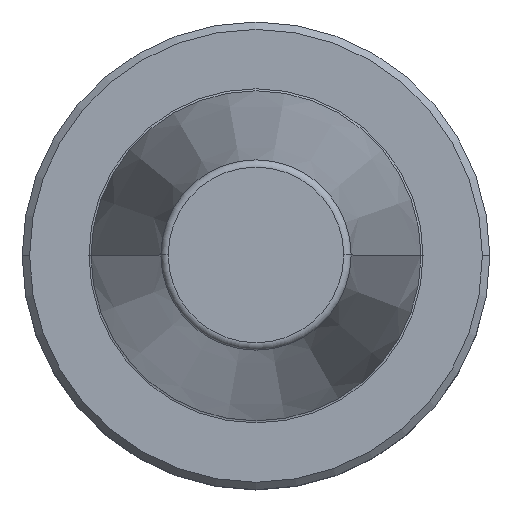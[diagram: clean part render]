
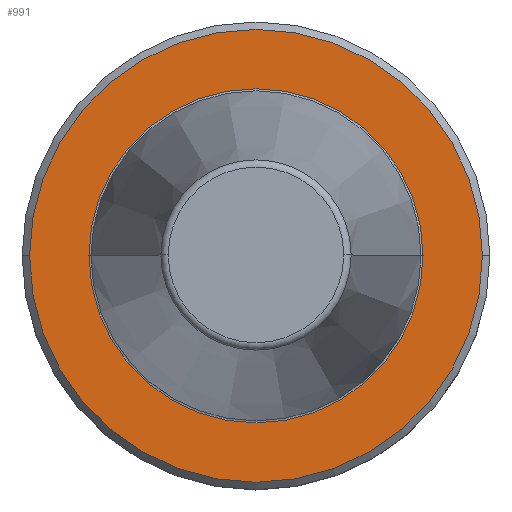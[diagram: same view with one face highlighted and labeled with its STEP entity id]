
A CAD part, top view. The second image highlights one B-rep face of the part: STEP entity #991.
In plain terms, the highlighted planar face has unit normal (0, 0, 1).
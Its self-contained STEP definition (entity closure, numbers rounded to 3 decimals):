
#32 = EDGE_CURVE ( 'NONE', #290, #827, #829, .T. ) ;
#51 = CARTESIAN_POINT ( 'NONE',  ( 0., 0., -2. ) ) ;
#52 = DIRECTION ( 'NONE',  ( 1., 0., 0. ) ) ;
#54 = CARTESIAN_POINT ( 'NONE',  ( 0., 0., -2. ) ) ;
#103 = ORIENTED_EDGE ( 'NONE', *, *, #959, .T. ) ;
#109 = PLANE ( 'NONE',  #836 ) ;
#112 = VERTEX_POINT ( 'NONE', #968 ) ;
#119 = EDGE_LOOP ( 'NONE', ( #152, #103 ) ) ;
#152 = ORIENTED_EDGE ( 'NONE', *, *, #857, .T. ) ;
#162 = CARTESIAN_POINT ( 'NONE',  ( -30.5, 0., -2. ) ) ;
#198 = ORIENTED_EDGE ( 'NONE', *, *, #946, .F. ) ;
#199 = CIRCLE ( 'NONE', #391, 30.5 ) ;
#258 = DIRECTION ( 'NONE',  ( 1., 0., 0. ) ) ;
#290 = VERTEX_POINT ( 'NONE', #438 ) ;
#291 = DIRECTION ( 'NONE',  ( 0., 0., 1. ) ) ;
#308 = CARTESIAN_POINT ( 'NONE',  ( 0., 0., -2. ) ) ;
#334 = CIRCLE ( 'NONE', #790, 30.5 ) ;
#343 = ORIENTED_EDGE ( 'NONE', *, *, #32, .F. ) ;
#347 = FACE_OUTER_BOUND ( 'NONE', #119, .T. ) ;
#382 = DIRECTION ( 'NONE',  ( 0., 0., 1. ) ) ;
#391 = AXIS2_PLACEMENT_3D ( 'NONE', #477, #726, #1003 ) ;
#398 = DIRECTION ( 'NONE',  ( -1., 0., 0. ) ) ;
#418 = VERTEX_POINT ( 'NONE', #162 ) ;
#438 = CARTESIAN_POINT ( 'NONE',  ( 22.5, 0., -2. ) ) ;
#477 = CARTESIAN_POINT ( 'NONE',  ( 0., 0., -2. ) ) ;
#526 = CARTESIAN_POINT ( 'NONE',  ( 0., 30.5, -2. ) ) ;
#554 = DIRECTION ( 'NONE',  ( 1., 0., 0. ) ) ;
#574 = CARTESIAN_POINT ( 'NONE',  ( -22.5, 0., -2. ) ) ;
#614 = CIRCLE ( 'NONE', #677, 22.5 ) ;
#677 = AXIS2_PLACEMENT_3D ( 'NONE', #54, #291, #554 ) ;
#726 = DIRECTION ( 'NONE',  ( 0., 0., 1. ) ) ;
#728 = AXIS2_PLACEMENT_3D ( 'NONE', #51, #382, #52 ) ;
#757 = FACE_BOUND ( 'NONE', #859, .T. ) ;
#790 = AXIS2_PLACEMENT_3D ( 'NONE', #308, #922, #258 ) ;
#827 = VERTEX_POINT ( 'NONE', #574 ) ;
#829 = CIRCLE ( 'NONE', #728, 22.5 ) ;
#836 = AXIS2_PLACEMENT_3D ( 'NONE', #526, #919, #398 ) ;
#857 = EDGE_CURVE ( 'NONE', #418, #112, #334, .T. ) ;
#859 = EDGE_LOOP ( 'NONE', ( #343, #198 ) ) ;
#919 = DIRECTION ( 'NONE',  ( 0., 0., -1. ) ) ;
#922 = DIRECTION ( 'NONE',  ( 0., 0., 1. ) ) ;
#946 = EDGE_CURVE ( 'NONE', #827, #290, #614, .T. ) ;
#959 = EDGE_CURVE ( 'NONE', #112, #418, #199, .T. ) ;
#968 = CARTESIAN_POINT ( 'NONE',  ( 30.5, 0., -2. ) ) ;
#991 = ADVANCED_FACE ( 'NONE', ( #757, #347 ), #109, .F. ) ;
#1003 = DIRECTION ( 'NONE',  ( 1., 0., 0. ) ) ;
